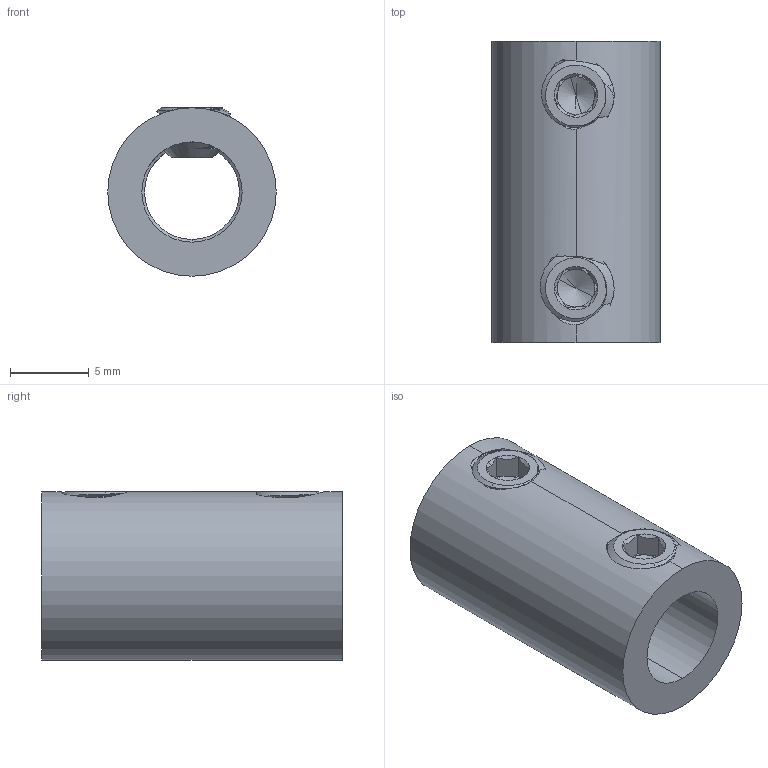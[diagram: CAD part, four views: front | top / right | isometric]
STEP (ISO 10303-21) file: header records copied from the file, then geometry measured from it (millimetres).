
FILE_DESCRIPTION (( 'STEP AP203' ), '1' );
FILE_NAME ('625106 assembly.STEP', '2016-08-25T19:45:40', ( '' ), ( '' ), 'SwSTEP 2.0', 'SolidWorks 2014', '' );
FILE_SCHEMA (( 'CONFIG_CONTROL_DESIGN' ));
Length unit declared in the file: inch
Products named in the file (3): 625106 assembly; 625106; 632134_91375A436
Assembly tree (3 placements, depth 2):
  625106 assembly
    625106
    632134_91375A436  x2
Bounding box: 10.67 x 19.05 x 10.67 mm (x, y, z)
Volume: 1125.3 mm3; surface area: 1369.1 mm2
Topology: 3 solids, 3 shells, 149 faces, 391 edges, 240 vertices
Faces by surface type: cylinder 65, cone 34, plane 28, bspline 22
Entity records: 10970 total; most frequent: CARTESIAN_POINT 8378, ORIENTED_EDGE 598, DIRECTION 335, EDGE_CURVE 299, VERTEX_POINT 191, AXIS2_PLACEMENT_3D 130, EDGE_LOOP 116, ADVANCED_FACE 111
